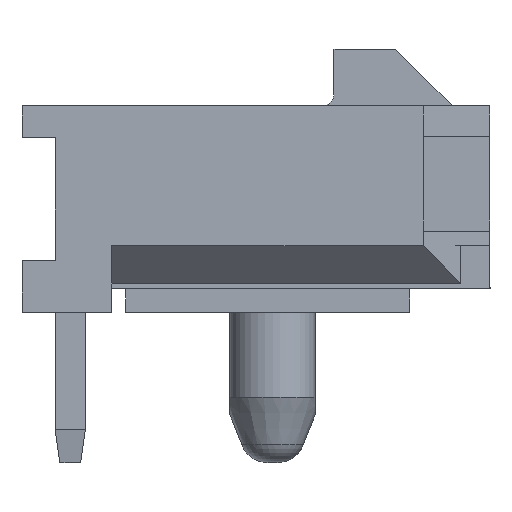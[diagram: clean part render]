
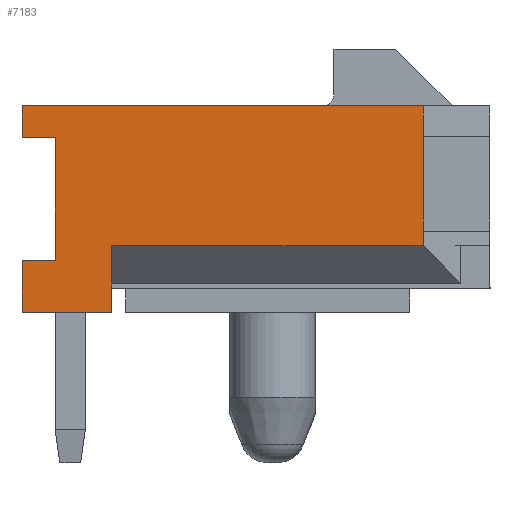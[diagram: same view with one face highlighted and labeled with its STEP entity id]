
A CAD part, left-side view. The second image highlights one B-rep face of the part: STEP entity #7183.
In plain terms, the highlighted planar face has unit normal (-1, 0, 0).
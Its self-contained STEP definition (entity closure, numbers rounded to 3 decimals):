
#987=ORIENTED_EDGE('',*,*,#2916,.T.);
#988=ORIENTED_EDGE('',*,*,#2917,.T.);
#989=ORIENTED_EDGE('',*,*,#2909,.T.);
#990=ORIENTED_EDGE('',*,*,#2918,.T.);
#991=ORIENTED_EDGE('',*,*,#2919,.F.);
#992=ORIENTED_EDGE('',*,*,#2920,.T.);
#993=ORIENTED_EDGE('',*,*,#2921,.F.);
#994=ORIENTED_EDGE('',*,*,#2922,.F.);
#995=ORIENTED_EDGE('',*,*,#2923,.F.);
#996=ORIENTED_EDGE('',*,*,#2382,.T.);
#997=ORIENTED_EDGE('',*,*,#2915,.T.);
#998=ORIENTED_EDGE('',*,*,#2924,.T.);
#2382=EDGE_CURVE('',#3404,#3403,#4077,.T.);
#2909=EDGE_CURVE('',#3812,#3813,#4604,.T.);
#2915=EDGE_CURVE('',#3403,#3817,#4610,.T.);
#2916=EDGE_CURVE('',#3818,#3819,#4611,.T.);
#2917=EDGE_CURVE('',#3819,#3812,#4612,.T.);
#2918=EDGE_CURVE('',#3813,#3820,#4613,.T.);
#2919=EDGE_CURVE('',#3821,#3820,#4614,.T.);
#2920=EDGE_CURVE('',#3821,#3822,#4615,.T.);
#2921=EDGE_CURVE('',#3823,#3822,#4616,.T.);
#2922=EDGE_CURVE('',#3824,#3823,#4617,.T.);
#2923=EDGE_CURVE('',#3404,#3824,#4618,.T.);
#2924=EDGE_CURVE('',#3817,#3818,#4619,.T.);
#3403=VERTEX_POINT('',#10096);
#3404=VERTEX_POINT('',#10098);
#3812=VERTEX_POINT('',#11125);
#3813=VERTEX_POINT('',#11126);
#3817=VERTEX_POINT('',#11136);
#3818=VERTEX_POINT('',#11140);
#3819=VERTEX_POINT('',#11141);
#3820=VERTEX_POINT('',#11144);
#3821=VERTEX_POINT('',#11146);
#3822=VERTEX_POINT('',#11148);
#3823=VERTEX_POINT('',#11150);
#3824=VERTEX_POINT('',#11152);
#4077=LINE('',#10097,#5091);
#4604=LINE('',#11124,#5618);
#4610=LINE('',#11137,#5624);
#4611=LINE('',#11139,#5625);
#4612=LINE('',#11142,#5626);
#4613=LINE('',#11143,#5627);
#4614=LINE('',#11145,#5628);
#4615=LINE('',#11147,#5629);
#4616=LINE('',#11149,#5630);
#4617=LINE('',#11151,#5631);
#4618=LINE('',#11153,#5632);
#4619=LINE('',#11154,#5633);
#5091=VECTOR('',#8127,1000.);
#5618=VECTOR('',#8838,1000.);
#5624=VECTOR('',#8846,1000.);
#5625=VECTOR('',#8849,1000.);
#5626=VECTOR('',#8850,1000.);
#5627=VECTOR('',#8851,1000.);
#5628=VECTOR('',#8852,1000.);
#5629=VECTOR('',#8853,1000.);
#5630=VECTOR('',#8854,1000.);
#5631=VECTOR('',#8855,1000.);
#5632=VECTOR('',#8856,1000.);
#5633=VECTOR('',#8857,1000.);
#6068=EDGE_LOOP('',(#987,#988,#989,#990,#991,#992,#993,#994,#995,#996,#997,
#998));
#6458=FACE_BOUND('',#6068,.T.);
#6823=PLANE('',#7590);
#7183=ADVANCED_FACE('',(#6458),#6823,.T.);
#7590=AXIS2_PLACEMENT_3D('',#11138,#8847,#8848);
#8127=DIRECTION('',(0.,1.,0.));
#8838=DIRECTION('',(0.,0.,-1.));
#8846=DIRECTION('',(0.,0.,-1.));
#8847=DIRECTION('',(-1.,0.,0.));
#8848=DIRECTION('',(0.,0.,1.));
#8849=DIRECTION('',(0.,0.,-1.));
#8850=DIRECTION('',(0.,1.,0.));
#8851=DIRECTION('',(0.,-1.,0.));
#8852=DIRECTION('',(0.,0.,-1.));
#8853=DIRECTION('',(0.,-1.,0.));
#8854=DIRECTION('',(0.,0.,-1.));
#8855=DIRECTION('',(0.,0.,-1.));
#8856=DIRECTION('',(0.,0.,-1.));
#8857=DIRECTION('',(0.,-1.,0.));
#10096=CARTESIAN_POINT('',(-16.825,4.95,2.185));
#10097=CARTESIAN_POINT('',(-16.825,-4.95,2.185));
#10098=CARTESIAN_POINT('',(-16.825,-3.536,2.185));
#11124=CARTESIAN_POINT('',(-16.825,4.95,2.185));
#11125=CARTESIAN_POINT('',(-16.825,4.95,-1.085));
#11126=CARTESIAN_POINT('',(-16.825,4.95,-2.185));
#11136=CARTESIAN_POINT('',(-16.825,4.95,1.515));
#11137=CARTESIAN_POINT('',(-16.825,4.95,2.185));
#11138=CARTESIAN_POINT('',(-16.825,0.,0.));
#11139=CARTESIAN_POINT('',(-16.825,4.25,0.));
#11140=CARTESIAN_POINT('',(-16.825,4.25,1.515));
#11141=CARTESIAN_POINT('',(-16.825,4.25,-1.085));
#11142=CARTESIAN_POINT('',(-16.825,0.,-1.085));
#11143=CARTESIAN_POINT('',(-16.825,4.95,-2.185));
#11144=CARTESIAN_POINT('',(-16.825,3.05,-2.185));
#11145=CARTESIAN_POINT('',(-16.825,3.05,-2.185));
#11146=CARTESIAN_POINT('',(-16.825,3.05,-0.771));
#11147=CARTESIAN_POINT('',(-16.825,3.05,-0.771));
#11148=CARTESIAN_POINT('',(-16.825,-3.536,-0.771));
#11149=CARTESIAN_POINT('',(-16.825,-3.536,0.));
#11150=CARTESIAN_POINT('',(-16.825,-3.536,-0.465));
#11151=CARTESIAN_POINT('',(-16.825,-3.536,1.535));
#11152=CARTESIAN_POINT('',(-16.825,-3.536,1.535));
#11153=CARTESIAN_POINT('',(-16.825,-3.536,0.));
#11154=CARTESIAN_POINT('',(-16.825,0.,1.515));
